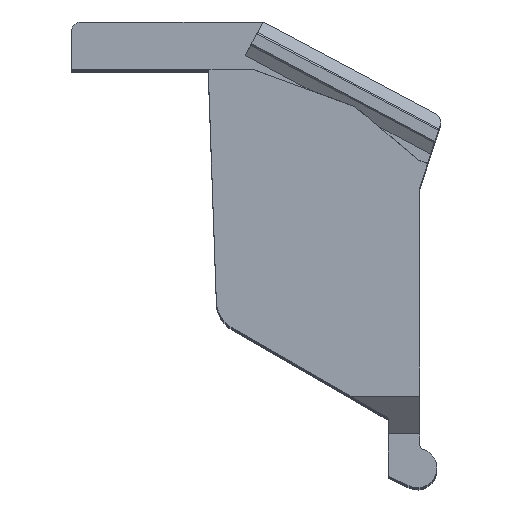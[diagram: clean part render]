
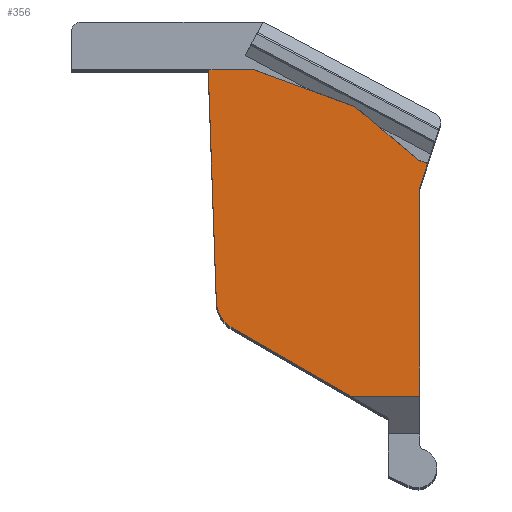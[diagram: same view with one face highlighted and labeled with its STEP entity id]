
A CAD part, top view. The second image highlights one B-rep face of the part: STEP entity #356.
In plain terms, the highlighted planar face has unit normal (0, 0, 1).
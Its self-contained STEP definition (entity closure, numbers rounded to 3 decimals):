
#189=CIRCLE('',#3937,1.);
#356=ADVANCED_FACE('',(#686),#510,.T.);
#510=PLANE('',#3938);
#686=FACE_OUTER_BOUND('',#868,.T.);
#868=EDGE_LOOP('',(#1803,#1804,#1805,#1806,#1807,#1808,#1809,#1810,#1811,
#1812));
#1803=ORIENTED_EDGE('',*,*,#2752,.T.);
#1804=ORIENTED_EDGE('',*,*,#2453,.T.);
#1805=ORIENTED_EDGE('',*,*,#2469,.F.);
#1806=ORIENTED_EDGE('',*,*,#2349,.F.);
#1807=ORIENTED_EDGE('',*,*,#2558,.T.);
#1808=ORIENTED_EDGE('',*,*,#2591,.T.);
#1809=ORIENTED_EDGE('',*,*,#2753,.T.);
#1810=ORIENTED_EDGE('',*,*,#2754,.T.);
#1811=ORIENTED_EDGE('',*,*,#2755,.T.);
#1812=ORIENTED_EDGE('',*,*,#2756,.T.);
#1999=VERTEX_POINT('',#5063);
#2003=VERTEX_POINT('',#5070);
#2092=VERTEX_POINT('',#5275);
#2093=VERTEX_POINT('',#5277);
#2143=VERTEX_POINT('',#5474);
#2168=VERTEX_POINT('',#5536);
#2251=VERTEX_POINT('',#5866);
#2252=VERTEX_POINT('',#5868);
#2253=VERTEX_POINT('',#5870);
#2254=VERTEX_POINT('',#5872);
#2349=EDGE_CURVE('',#2003,#1999,#2872,.T.);
#2453=EDGE_CURVE('',#2093,#2092,#2961,.T.);
#2469=EDGE_CURVE('',#1999,#2092,#2977,.T.);
#2558=EDGE_CURVE('',#2003,#2143,#3050,.T.);
#2591=EDGE_CURVE('',#2143,#2168,#3083,.T.);
#2752=EDGE_CURVE('',#2251,#2093,#3218,.T.);
#2753=EDGE_CURVE('',#2168,#2252,#3219,.T.);
#2754=EDGE_CURVE('',#2252,#2253,#189,.T.);
#2755=EDGE_CURVE('',#2253,#2254,#3220,.T.);
#2756=EDGE_CURVE('',#2254,#2251,#3221,.T.);
#2872=LINE('',#5071,#3328);
#2961=LINE('',#5276,#3417);
#2977=LINE('',#5303,#3433);
#3050=LINE('',#5475,#3506);
#3083=LINE('',#5537,#3539);
#3218=LINE('',#5865,#3674);
#3219=LINE('',#5867,#3675);
#3220=LINE('',#5871,#3676);
#3221=LINE('',#5873,#3677);
#3328=VECTOR('',#4065,1.);
#3417=VECTOR('',#4208,1.);
#3433=VECTOR('',#4240,1.);
#3506=VECTOR('',#4415,1.);
#3539=VECTOR('',#4456,1.);
#3674=VECTOR('',#4813,1.);
#3675=VECTOR('',#4814,1.);
#3676=VECTOR('',#4817,1.);
#3677=VECTOR('',#4818,1.);
#3937=AXIS2_PLACEMENT_3D('',#5869,#4815,#4816);
#3938=AXIS2_PLACEMENT_3D('',#5874,#4819,#4820);
#4065=DIRECTION('',(0.766,-0.643,0.));
#4208=DIRECTION('',(0.309,0.951,0.));
#4240=DIRECTION('',(0.94,-0.342,0.));
#4415=DIRECTION('',(-0.94,0.342,0.));
#4456=DIRECTION('',(-1.,0.,0.));
#4813=DIRECTION('',(0.,1.,0.));
#4814=DIRECTION('',(0.035,-0.999,0.));
#4815=DIRECTION('',(0.,0.,1.));
#4816=DIRECTION('',(-0.999,-0.035,0.));
#4817=DIRECTION('',(0.866,-0.5,0.));
#4818=DIRECTION('',(1.,0.,0.));
#4819=DIRECTION('',(0.,0.,1.));
#4820=DIRECTION('',(1.,0.,0.));
#5063=CARTESIAN_POINT('',(-0.036,-2.86,40.3));
#5070=CARTESIAN_POINT('',(-2.051,-1.169,40.3));
#5071=CARTESIAN_POINT('',(-2.051,-1.169,40.3));
#5275=CARTESIAN_POINT('',(0.246,-2.963,40.3));
#5276=CARTESIAN_POINT('',(0.,-3.721,40.3));
#5277=CARTESIAN_POINT('',(0.,-3.721,40.3));
#5303=CARTESIAN_POINT('',(-0.036,-2.86,40.3));
#5474=CARTESIAN_POINT('',(-5.263,0.,40.3));
#5475=CARTESIAN_POINT('',(-2.051,-1.169,40.3));
#5536=CARTESIAN_POINT('',(-6.682,0.,40.3));
#5537=CARTESIAN_POINT('',(-5.263,0.,40.3));
#5865=CARTESIAN_POINT('',(0.,-10.308,40.3));
#5866=CARTESIAN_POINT('',(0.,-10.308,40.3));
#5867=CARTESIAN_POINT('',(-6.682,0.,40.3));
#5868=CARTESIAN_POINT('',(-6.426,-7.325,40.3));
#5869=CARTESIAN_POINT('',(-5.427,-7.29,40.3));
#5870=CARTESIAN_POINT('',(-5.927,-8.156,40.3));
#5871=CARTESIAN_POINT('',(-5.927,-8.156,40.3));
#5872=CARTESIAN_POINT('',(-2.198,-10.308,40.3));
#5873=CARTESIAN_POINT('',(-2.198,-10.308,40.3));
#5874=CARTESIAN_POINT('',(0.,0.,40.3));
